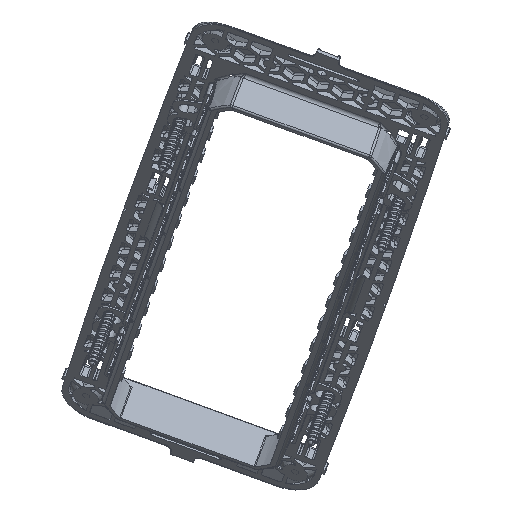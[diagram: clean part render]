
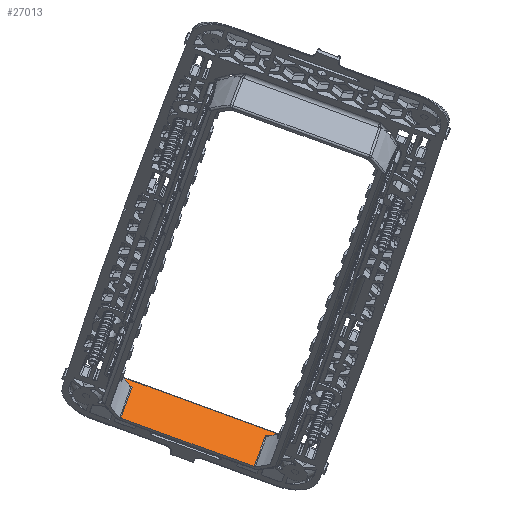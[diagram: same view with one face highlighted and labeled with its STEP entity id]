
A CAD part, left-side view. The second image highlights one B-rep face of the part: STEP entity #27013.
In plain terms, the highlighted face is planar.
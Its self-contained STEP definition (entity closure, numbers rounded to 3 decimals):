
#26864=CARTESIAN_POINT('Vertex',(78.997,22.247,0.797)) ;
#26873=CARTESIAN_POINT('Vertex',(78.981,22.231,-1.1)) ;
#26876=CARTESIAN_POINT('Line Origine',(78.945,22.195,-5.25)) ;
#26888=CARTESIAN_POINT('Axis2P3D Location',(79.,0.,1.1)) ;
#26894=CARTESIAN_POINT('Control Point',(78.981,22.124,-1.1)) ;
#26895=CARTESIAN_POINT('Control Point',(78.981,22.036,-1.1)) ;
#26896=CARTESIAN_POINT('Control Point',(78.981,21.948,-1.109)) ;
#26897=CARTESIAN_POINT('Control Point',(78.981,21.861,-1.128)) ;
#26898=CARTESIAN_POINT('Control Point',(78.98,21.677,-1.191)) ;
#26899=CARTESIAN_POINT('Control Point',(78.979,21.52,-1.307)) ;
#26900=CARTESIAN_POINT('Control Point',(78.978,21.444,-1.387)) ;
#26901=CARTESIAN_POINT('Control Point',(78.977,21.404,-1.491)) ;
#26902=CARTESIAN_POINT('Control Point',(78.976,21.404,-1.596)) ;
#26903=CARTESIAN_POINT('Vertex',(78.981,22.124,-1.1)) ;
#26905=CARTESIAN_POINT('Vertex',(78.976,21.404,-1.596)) ;
#26909=CARTESIAN_POINT('Control Point',(78.981,21.406,-1.1)) ;
#26910=CARTESIAN_POINT('Control Point',(78.979,21.405,-1.265)) ;
#26911=CARTESIAN_POINT('Control Point',(78.978,21.405,-1.43)) ;
#26912=CARTESIAN_POINT('Control Point',(78.976,21.404,-1.596)) ;
#26913=CARTESIAN_POINT('Vertex',(78.981,21.406,-1.1)) ;
#26916=CARTESIAN_POINT('Line Origine',(78.981,18.537,-1.1)) ;
#26920=CARTESIAN_POINT('Vertex',(78.981,18.801,-1.1)) ;
#26924=CARTESIAN_POINT('Control Point',(78.889,18.768,-11.6)) ;
#26925=CARTESIAN_POINT('Control Point',(78.92,18.779,-8.1)) ;
#26926=CARTESIAN_POINT('Control Point',(78.95,18.79,-4.6)) ;
#26927=CARTESIAN_POINT('Control Point',(78.981,18.801,-1.1)) ;
#26928=CARTESIAN_POINT('Vertex',(78.889,18.768,-11.6)) ;
#26931=CARTESIAN_POINT('Line Origine',(78.889,18.537,-11.6)) ;
#26935=CARTESIAN_POINT('Vertex',(78.889,-18.768,-11.6)) ;
#26939=CARTESIAN_POINT('Control Point',(78.889,-18.768,-11.6)) ;
#26940=CARTESIAN_POINT('Control Point',(78.92,-18.779,-8.1)) ;
#26941=CARTESIAN_POINT('Control Point',(78.95,-18.79,-4.6)) ;
#26942=CARTESIAN_POINT('Control Point',(78.981,-18.801,-1.1)) ;
#26943=CARTESIAN_POINT('Vertex',(78.981,-18.801,-1.1)) ;
#26946=CARTESIAN_POINT('Line Origine',(78.981,18.537,-1.1)) ;
#26950=CARTESIAN_POINT('Vertex',(78.981,-21.406,-1.1)) ;
#26954=CARTESIAN_POINT('Control Point',(78.981,-21.406,-1.1)) ;
#26955=CARTESIAN_POINT('Control Point',(78.979,-21.405,-1.265)) ;
#26956=CARTESIAN_POINT('Control Point',(78.978,-21.405,-1.43)) ;
#26957=CARTESIAN_POINT('Control Point',(78.976,-21.404,-1.596)) ;
#26958=CARTESIAN_POINT('Vertex',(78.976,-21.404,-1.596)) ;
#26962=CARTESIAN_POINT('Control Point',(78.981,-22.124,-1.1)) ;
#26963=CARTESIAN_POINT('Control Point',(78.981,-22.036,-1.1)) ;
#26964=CARTESIAN_POINT('Control Point',(78.981,-21.948,-1.109)) ;
#26965=CARTESIAN_POINT('Control Point',(78.981,-21.861,-1.128)) ;
#26966=CARTESIAN_POINT('Control Point',(78.98,-21.677,-1.191)) ;
#26967=CARTESIAN_POINT('Control Point',(78.979,-21.52,-1.307)) ;
#26968=CARTESIAN_POINT('Control Point',(78.978,-21.444,-1.387)) ;
#26969=CARTESIAN_POINT('Control Point',(78.977,-21.404,-1.491)) ;
#26970=CARTESIAN_POINT('Control Point',(78.976,-21.404,-1.596)) ;
#26971=CARTESIAN_POINT('Vertex',(78.981,-22.124,-1.1)) ;
#26974=CARTESIAN_POINT('Line Origine',(78.981,18.537,-1.1)) ;
#26978=CARTESIAN_POINT('Vertex',(78.981,-22.231,-1.1)) ;
#26982=CARTESIAN_POINT('Control Point',(78.997,-22.247,0.797)) ;
#26983=CARTESIAN_POINT('Control Point',(78.981,-22.231,-1.1)) ;
#26984=CARTESIAN_POINT('Vertex',(78.997,-22.247,0.797)) ;
#26987=CARTESIAN_POINT('Line Origine',(78.997,18.537,0.797)) ;
#26992=CARTESIAN_POINT('Line Origine',(78.981,18.537,-1.1)) ;
#26877=DIRECTION('Vector Direction',(-0.009,-0.009,-1.)) ;
#26889=DIRECTION('Axis2P3D Direction',(-1.,0.,0.009)) ;
#26890=DIRECTION('Axis2P3D XDirection',(0.,1.,0.)) ;
#26917=DIRECTION('Vector Direction',(0.,1.,0.)) ;
#26932=DIRECTION('Vector Direction',(0.,1.,0.)) ;
#26947=DIRECTION('Vector Direction',(0.,1.,0.)) ;
#26975=DIRECTION('Vector Direction',(0.,1.,0.)) ;
#26988=DIRECTION('Vector Direction',(0.,1.,0.)) ;
#26993=DIRECTION('Vector Direction',(0.,1.,0.)) ;
#26891=AXIS2_PLACEMENT_3D('Plane Axis2P3D',#26888,#26889,#26890) ;
#26998=ORIENTED_EDGE('',*,*,#26907,.T.) ;
#26999=ORIENTED_EDGE('',*,*,#26915,.F.) ;
#27000=ORIENTED_EDGE('',*,*,#26922,.T.) ;
#27001=ORIENTED_EDGE('',*,*,#26930,.F.) ;
#27002=ORIENTED_EDGE('',*,*,#26937,.T.) ;
#27003=ORIENTED_EDGE('',*,*,#26945,.T.) ;
#27004=ORIENTED_EDGE('',*,*,#26952,.F.) ;
#27005=ORIENTED_EDGE('',*,*,#26960,.T.) ;
#27006=ORIENTED_EDGE('',*,*,#26973,.F.) ;
#27007=ORIENTED_EDGE('',*,*,#26980,.F.) ;
#27008=ORIENTED_EDGE('',*,*,#26986,.T.) ;
#27009=ORIENTED_EDGE('',*,*,#26991,.F.) ;
#27010=ORIENTED_EDGE('',*,*,#26880,.F.) ;
#27011=ORIENTED_EDGE('',*,*,#26996,.T.) ;
#26878=VECTOR('Line Direction',#26877,1.) ;
#26918=VECTOR('Line Direction',#26917,1.) ;
#26933=VECTOR('Line Direction',#26932,1.) ;
#26948=VECTOR('Line Direction',#26947,1.) ;
#26976=VECTOR('Line Direction',#26975,1.) ;
#26989=VECTOR('Line Direction',#26988,1.) ;
#26994=VECTOR('Line Direction',#26993,1.) ;
#27013=ADVANCED_FACE('PartBody',(#27012),#26892,.T.) ;
#26893=B_SPLINE_CURVE_WITH_KNOTS('',5,(#26894,#26895,#26896,#26897,#26898,#26899,#26900,#26901,#26902),.UNSPECIFIED.,.F.,.U.,(6,3,6),(0.,0.625,1.362),.UNSPECIFIED.) ;
#26908=B_SPLINE_CURVE_WITH_KNOTS('',3,(#26909,#26910,#26911,#26912),.UNSPECIFIED.,.F.,.U.,(4,4),(0.,0.701),.UNSPECIFIED.) ;
#26923=B_SPLINE_CURVE_WITH_KNOTS('',3,(#26924,#26925,#26926,#26927),.UNSPECIFIED.,.F.,.U.,(4,4),(3.507,18.357),.UNSPECIFIED.) ;
#26938=B_SPLINE_CURVE_WITH_KNOTS('',3,(#26939,#26940,#26941,#26942),.UNSPECIFIED.,.F.,.U.,(4,4),(3.507,18.357),.UNSPECIFIED.) ;
#26953=B_SPLINE_CURVE_WITH_KNOTS('',3,(#26954,#26955,#26956,#26957),.UNSPECIFIED.,.F.,.U.,(4,4),(0.,0.701),.UNSPECIFIED.) ;
#26961=B_SPLINE_CURVE_WITH_KNOTS('',5,(#26962,#26963,#26964,#26965,#26966,#26967,#26968,#26969,#26970),.UNSPECIFIED.,.F.,.U.,(6,3,6),(0.,0.625,1.362),.UNSPECIFIED.) ;
#26981=B_SPLINE_CURVE_WITH_KNOTS('',1,(#26982,#26983),.UNSPECIFIED.,.F.,.U.,(2,2),(-6.048,-4.15),.UNSPECIFIED.) ;
#26880=EDGE_CURVE('',#26874,#26865,#26879,.F.) ;
#26907=EDGE_CURVE('',#26904,#26906,#26893,.T.) ;
#26915=EDGE_CURVE('',#26914,#26906,#26908,.T.) ;
#26922=EDGE_CURVE('',#26914,#26921,#26919,.F.) ;
#26930=EDGE_CURVE('',#26929,#26921,#26923,.T.) ;
#26937=EDGE_CURVE('',#26929,#26936,#26934,.F.) ;
#26945=EDGE_CURVE('',#26936,#26944,#26938,.T.) ;
#26952=EDGE_CURVE('',#26951,#26944,#26949,.T.) ;
#26960=EDGE_CURVE('',#26951,#26959,#26953,.T.) ;
#26973=EDGE_CURVE('',#26972,#26959,#26961,.T.) ;
#26980=EDGE_CURVE('',#26979,#26972,#26977,.T.) ;
#26986=EDGE_CURVE('',#26979,#26985,#26981,.F.) ;
#26991=EDGE_CURVE('',#26865,#26985,#26990,.F.) ;
#26996=EDGE_CURVE('',#26874,#26904,#26995,.F.) ;
#26997=EDGE_LOOP('',(#26998,#26999,#27000,#27001,#27002,#27003,#27004,#27005,#27006,#27007,#27008,#27009,#27010,#27011)) ;
#27012=FACE_OUTER_BOUND('',#26997,.T.) ;
#26879=LINE('Line',#26876,#26878) ;
#26919=LINE('Line',#26916,#26918) ;
#26934=LINE('Line',#26931,#26933) ;
#26949=LINE('Line',#26946,#26948) ;
#26977=LINE('Line',#26974,#26976) ;
#26990=LINE('Line',#26987,#26989) ;
#26995=LINE('Line',#26992,#26994) ;
#26892=PLANE('',#26891) ;
#26865=VERTEX_POINT('',#26864) ;
#26874=VERTEX_POINT('',#26873) ;
#26904=VERTEX_POINT('',#26903) ;
#26906=VERTEX_POINT('',#26905) ;
#26914=VERTEX_POINT('',#26913) ;
#26921=VERTEX_POINT('',#26920) ;
#26929=VERTEX_POINT('',#26928) ;
#26936=VERTEX_POINT('',#26935) ;
#26944=VERTEX_POINT('',#26943) ;
#26951=VERTEX_POINT('',#26950) ;
#26959=VERTEX_POINT('',#26958) ;
#26972=VERTEX_POINT('',#26971) ;
#26979=VERTEX_POINT('',#26978) ;
#26985=VERTEX_POINT('',#26984) ;
